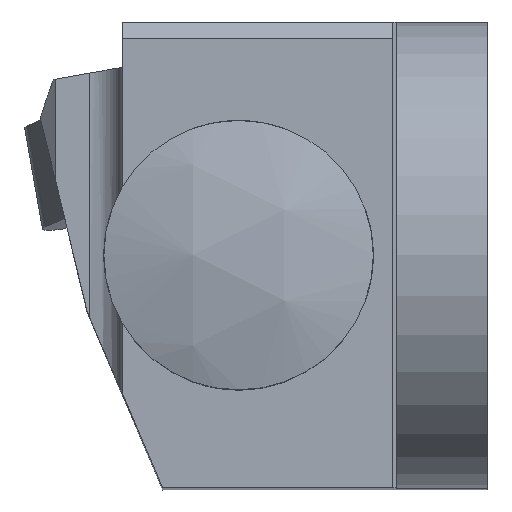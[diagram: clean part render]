
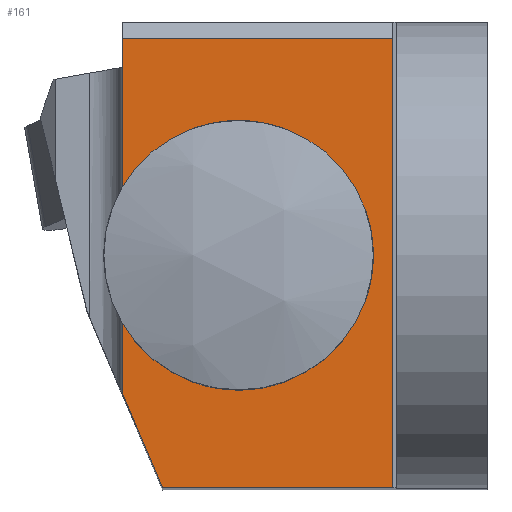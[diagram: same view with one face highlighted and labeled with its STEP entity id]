
A CAD part, top view. The second image highlights one B-rep face of the part: STEP entity #161.
In plain terms, the highlighted planar face has unit normal (0, 0, 1).
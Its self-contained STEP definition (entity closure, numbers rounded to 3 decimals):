
#91=FACE_BOUND('',#290,.T.);
#92=FACE_BOUND('',#291,.T.);
#128=CIRCLE('',#1036,2.545);
#161=ADVANCED_FACE('',(#91,#92),#215,.T.);
#215=PLANE('',#1037);
#290=EDGE_LOOP('',(#421));
#291=EDGE_LOOP('',(#422,#423,#424,#425,#426));
#421=ORIENTED_EDGE('',*,*,#763,.T.);
#422=ORIENTED_EDGE('',*,*,#764,.F.);
#423=ORIENTED_EDGE('',*,*,#765,.T.);
#424=ORIENTED_EDGE('',*,*,#740,.T.);
#425=ORIENTED_EDGE('',*,*,#713,.T.);
#426=ORIENTED_EDGE('',*,*,#711,.T.);
#614=VERTEX_POINT('',#1376);
#621=VERTEX_POINT('',#1389);
#623=VERTEX_POINT('',#1395);
#649=VERTEX_POINT('',#1451);
#666=VERTEX_POINT('',#1494);
#667=VERTEX_POINT('',#1496);
#711=EDGE_CURVE('',#614,#621,#841,.T.);
#713=EDGE_CURVE('',#623,#614,#843,.T.);
#740=EDGE_CURVE('',#649,#623,#865,.T.);
#763=EDGE_CURVE('',#666,#666,#128,.T.);
#764=EDGE_CURVE('',#667,#621,#883,.T.);
#765=EDGE_CURVE('',#667,#649,#884,.T.);
#841=LINE('',#1390,#933);
#843=LINE('',#1394,#935);
#865=LINE('',#1450,#957);
#883=LINE('',#1495,#975);
#884=LINE('',#1497,#976);
#933=VECTOR('',#1115,1.);
#935=VECTOR('',#1119,1.);
#957=VECTOR('',#1157,1.);
#975=VECTOR('',#1193,1.);
#976=VECTOR('',#1194,1.);
#1036=AXIS2_PLACEMENT_3D('',#1493,#1191,#1192);
#1037=AXIS2_PLACEMENT_3D('',#1498,#1195,#1196);
#1115=DIRECTION('',(1.,0.,0.));
#1119=DIRECTION('',(0.391,-0.921,0.));
#1157=DIRECTION('',(0.,-1.,0.));
#1191=DIRECTION('',(0.,0.,-1.));
#1192=DIRECTION('',(1.,0.,0.));
#1193=DIRECTION('',(0.,-1.,0.));
#1194=DIRECTION('',(-1.,0.,0.));
#1195=DIRECTION('',(0.,0.,1.));
#1196=DIRECTION('',(1.,0.,0.));
#1376=CARTESIAN_POINT('',(-9.949,0.,0.));
#1389=CARTESIAN_POINT('',(-2.893,0.,0.));
#1390=CARTESIAN_POINT('',(-14.07,0.,0.));
#1394=CARTESIAN_POINT('',(-14.632,11.032,0.));
#1395=CARTESIAN_POINT('',(-11.176,2.891,0.));
#1450=CARTESIAN_POINT('',(-11.176,11.27,0.));
#1451=CARTESIAN_POINT('',(-11.176,13.77,0.));
#1493=CARTESIAN_POINT('',(-7.62,7.112,0.));
#1494=CARTESIAN_POINT('',(-5.075,7.112,0.));
#1495=CARTESIAN_POINT('',(-2.893,14.27,0.));
#1496=CARTESIAN_POINT('',(-2.893,13.77,0.));
#1497=CARTESIAN_POINT('',(-11.176,13.77,0.));
#1498=CARTESIAN_POINT('',(-14.07,11.27,0.));
